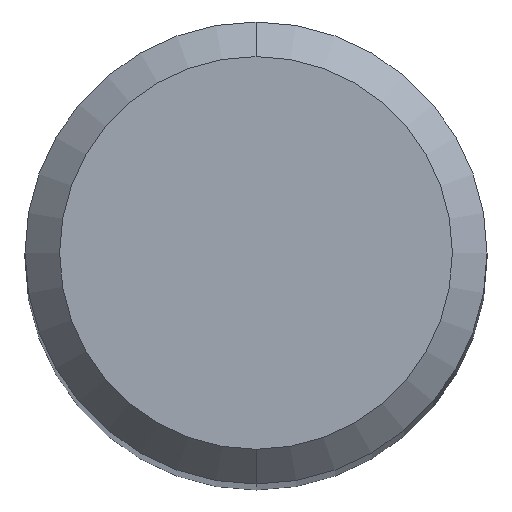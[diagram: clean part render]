
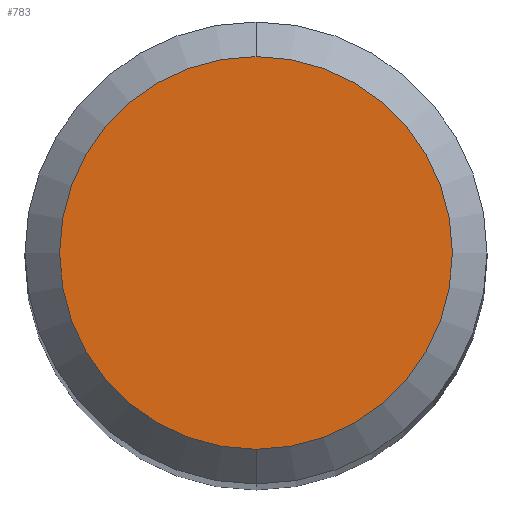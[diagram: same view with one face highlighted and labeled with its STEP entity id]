
A CAD part, top view. The second image highlights one B-rep face of the part: STEP entity #783.
In plain terms, the highlighted planar face has unit normal (0, 0, 1).
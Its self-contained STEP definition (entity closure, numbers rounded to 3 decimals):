
#543=EDGE_CURVE('',#577,#871,#1223,.T.);
#577=VERTEX_POINT('',#1259);
#783=ADVANCED_FACE('',(#1487),#1488,.T.);
#867=EDGE_CURVE('',#871,#577,#1578,.T.);
#871=VERTEX_POINT('',#1583);
#1223=CIRCLE('',#2642,1.7);
#1259=CARTESIAN_POINT('',(0.,-1.7,0.0));
#1487=FACE_OUTER_BOUND('',#3674,.T.);
#1488=PLANE('',#3675);
#1578=CIRCLE('',#3977,1.7);
#1583=CARTESIAN_POINT('',(0.0,1.7,0.0));
#2642=AXIS2_PLACEMENT_3D('',#4718,#4719,#4720);
#3674=EDGE_LOOP('',(#5075,#5076));
#3675=AXIS2_PLACEMENT_3D('',#5077,#5078,#5079);
#3977=AXIS2_PLACEMENT_3D('',#5150,#5151,#5152);
#4718=CARTESIAN_POINT('',(0.0,0.0,0.0));
#4719=DIRECTION('',(0.0,0.0,-1.0));
#4720=DIRECTION('',(0.0,1.0,0.0));
#5075=ORIENTED_EDGE('',*,*,#867,.F.);
#5076=ORIENTED_EDGE('',*,*,#543,.F.);
#5077=CARTESIAN_POINT('',(0.0,0.85,0.0));
#5078=DIRECTION('',(-0.0,0.0,1.0));
#5079=DIRECTION('',(0.0,-1.0,0.0));
#5150=CARTESIAN_POINT('',(0.0,0.0,0.0));
#5151=DIRECTION('',(0.0,0.0,-1.0));
#5152=DIRECTION('',(0.0,1.0,0.0));
